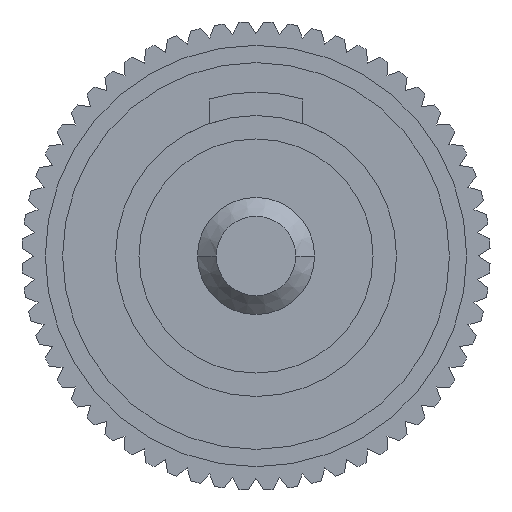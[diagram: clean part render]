
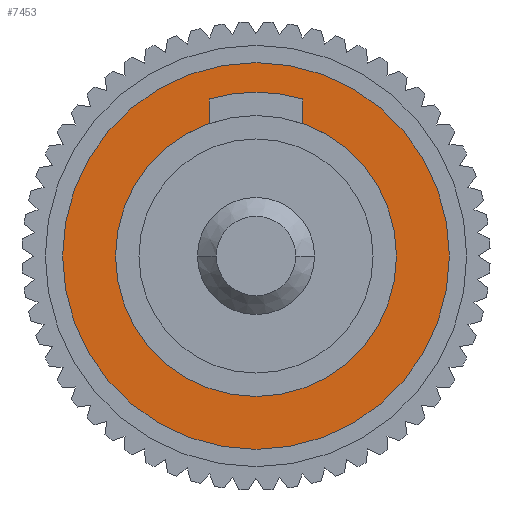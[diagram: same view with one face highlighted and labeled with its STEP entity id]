
A CAD part, left-side view. The second image highlights one B-rep face of the part: STEP entity #7453.
In plain terms, the highlighted face is planar.
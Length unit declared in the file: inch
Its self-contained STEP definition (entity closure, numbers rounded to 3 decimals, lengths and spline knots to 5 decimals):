
#641 = ORIENTED_EDGE ( 'NONE', *, *, #4230, .F. ) ;
#767 = CARTESIAN_POINT ( 'NONE',  ( -0.11811, 0., 1.63386 ) ) ;
#1178 = CIRCLE ( 'NONE', #1655, 0.16258 ) ;
#1375 = CARTESIAN_POINT ( 'NONE',  ( 0., 0., 1.63386 ) ) ;
#1443 = AXIS2_PLACEMENT_3D ( 'NONE', #1375, #1529, #2694 ) ;
#1500 = EDGE_CURVE ( 'NONE', #11929, #4631, #1178, .T. ) ;
#1529 = DIRECTION ( 'NONE',  ( 0., 0., 1. ) ) ;
#1583 = ORIENTED_EDGE ( 'NONE', *, *, #10906, .F. ) ;
#1655 = AXIS2_PLACEMENT_3D ( 'NONE', #9398, #13824, #4881 ) ;
#1732 = FACE_OUTER_BOUND ( 'NONE', #7827, .T. ) ;
#2555 = CIRCLE ( 'NONE', #6785, 0.11811 ) ;
#2557 = DIRECTION ( 'NONE',  ( 1., 0., 0. ) ) ;
#2694 = DIRECTION ( 'NONE',  ( 1., 0., 0. ) ) ;
#2981 = DIRECTION ( 'NONE',  ( 1., 0., 0. ) ) ;
#3113 = EDGE_CURVE ( 'NONE', #4631, #11929, #6891, .T. ) ;
#3927 = CARTESIAN_POINT ( 'NONE',  ( 0.11811, 0., 1.63386 ) ) ;
#4018 = PLANE ( 'NONE',  #7666 ) ;
#4230 = EDGE_CURVE ( 'NONE', #9776, #4966, #2555, .T. ) ;
#4631 = VERTEX_POINT ( 'NONE', #6462 ) ;
#4881 = DIRECTION ( 'NONE',  ( 1., 0., 0. ) ) ;
#4966 = VERTEX_POINT ( 'NONE', #3927 ) ;
#6462 = CARTESIAN_POINT ( 'NONE',  ( -0.16258, 0., 1.63386 ) ) ;
#6785 = AXIS2_PLACEMENT_3D ( 'NONE', #10990, #12313, #12384 ) ;
#6891 = CIRCLE ( 'NONE', #11153, 0.16258 ) ;
#7259 = DIRECTION ( 'NONE',  ( 0., 0., 1. ) ) ;
#7453 = ADVANCED_FACE ( 'NONE', ( #13019, #1732 ), #4018, .T. ) ;
#7666 = AXIS2_PLACEMENT_3D ( 'NONE', #8523, #7259, #2981 ) ;
#7827 = EDGE_LOOP ( 'NONE', ( #12601, #8930 ) ) ;
#8019 = CIRCLE ( 'NONE', #1443, 0.11811 ) ;
#8523 = CARTESIAN_POINT ( 'NONE',  ( 0., 0., 1.63386 ) ) ;
#8930 = ORIENTED_EDGE ( 'NONE', *, *, #3113, .T. ) ;
#9398 = CARTESIAN_POINT ( 'NONE',  ( 0., 0., 1.63386 ) ) ;
#9776 = VERTEX_POINT ( 'NONE', #767 ) ;
#10151 = EDGE_LOOP ( 'NONE', ( #641, #1583 ) ) ;
#10906 = EDGE_CURVE ( 'NONE', #4966, #9776, #8019, .T. ) ;
#10990 = CARTESIAN_POINT ( 'NONE',  ( 0., 0., 1.63386 ) ) ;
#11153 = AXIS2_PLACEMENT_3D ( 'NONE', #12679, #13856, #2557 ) ;
#11479 = CARTESIAN_POINT ( 'NONE',  ( 0.16258, 0., 1.63386 ) ) ;
#11929 = VERTEX_POINT ( 'NONE', #11479 ) ;
#12313 = DIRECTION ( 'NONE',  ( 0., 0., 1. ) ) ;
#12384 = DIRECTION ( 'NONE',  ( 1., 0., 0. ) ) ;
#12601 = ORIENTED_EDGE ( 'NONE', *, *, #1500, .T. ) ;
#12679 = CARTESIAN_POINT ( 'NONE',  ( 0., 0., 1.63386 ) ) ;
#13019 = FACE_BOUND ( 'NONE', #10151, .T. ) ;
#13824 = DIRECTION ( 'NONE',  ( 0., 0., 1. ) ) ;
#13856 = DIRECTION ( 'NONE',  ( 0., 0., 1. ) ) ;
